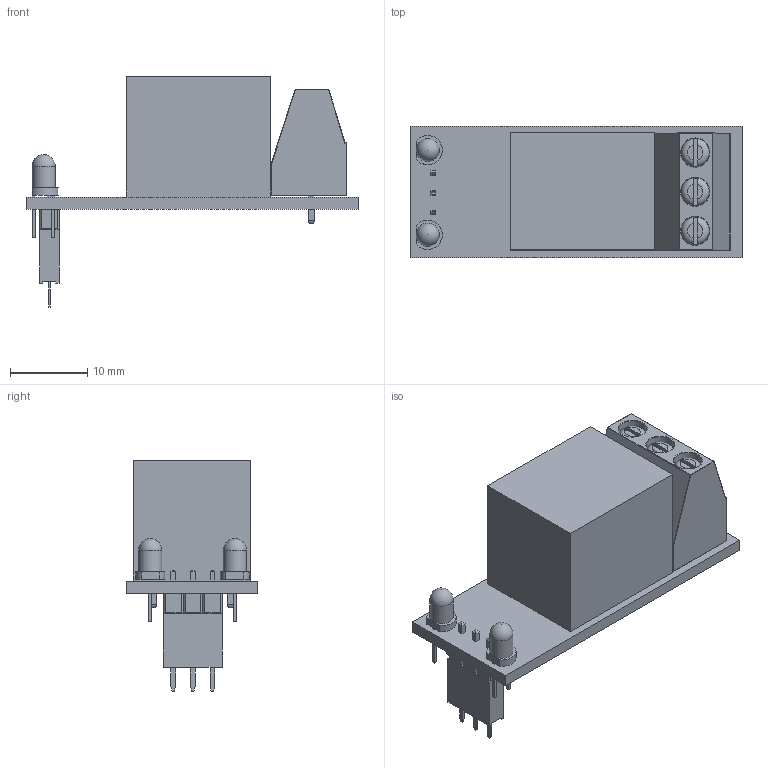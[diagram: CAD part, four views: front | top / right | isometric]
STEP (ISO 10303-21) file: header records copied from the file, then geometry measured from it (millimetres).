
FILE_DESCRIPTION(('FreeCAD Model'),'2;1');
FILE_NAME('relay_board.step', '2021-09-16T15:48:08',('Author'),(''), 'Open CASCADE STEP processor 7.3','FreeCAD','Unknown');
FILE_SCHEMA(('AUTOMOTIVE_DESIGN { 1 0 10303 214 1 1 1 1 }'));
Length unit declared in the file: millimetre
Products named in the file (1): Fusion
Bounding box: 43.1 x 17.1 x 29.9 mm (x, y, z)
Volume: 7445.6 mm3; surface area: 4322.8 mm2
Topology: 1 solids, 7 shells, 398 faces, 975 edges, 618 vertices
Faces by surface type: plane 327, cylinder 59, torus 6, bspline 4, sphere 2
Full cylindrical faces by diameter (mm): 3 x2, 3.68 x3
Entity records: 30475 total; most frequent: CARTESIAN_POINT 8494, DIRECTION 3348, LINE 2353, VECTOR 2353, ORIENTED_EDGE 1938, PCURVE 1938, DEFINITIONAL_REPRESENTATION 1938, EDGE_CURVE 969
